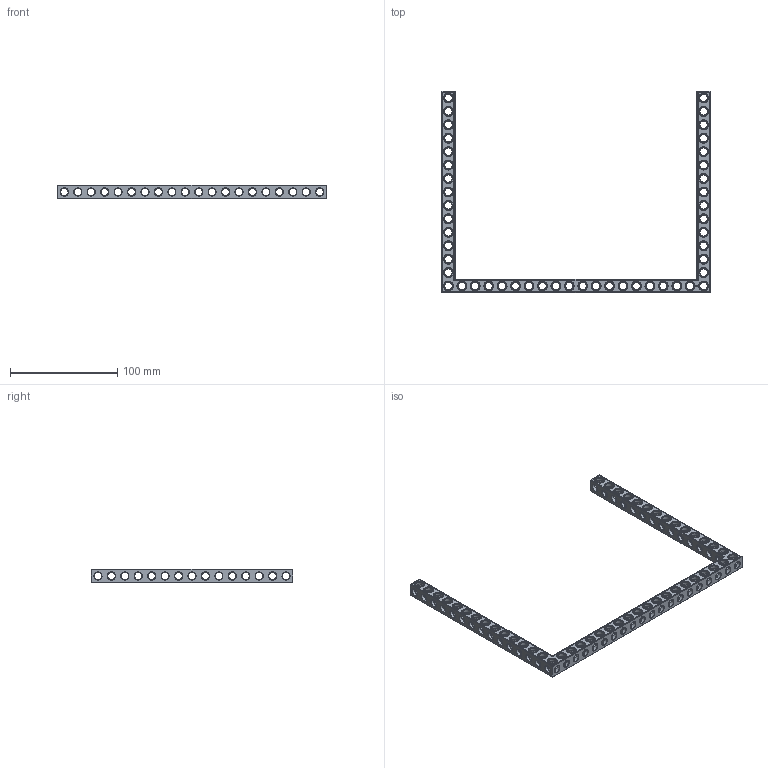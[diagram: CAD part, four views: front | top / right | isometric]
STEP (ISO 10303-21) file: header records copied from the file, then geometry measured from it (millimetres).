
FILE_DESCRIPTION(('FreeCAD Model'),'2;1');
FILE_NAME('Open CASCADE Shape Model','2022-03-09T23:16:43',('Author'),( ''),'Open CASCADE STEP processor 7.5','FreeCAD','Unknown');
FILE_SCHEMA(('AUTOMOTIVE_DESIGN { 1 0 10303 214 1 1 1 1 }'));
Products named in the file (1): Beam AGD ESS USH SYM BU20x15x01 - SPN-BEM-0645 (stemfie.org)
Bounding box: 250 x 187.5 x 12.5 mm (x, y, z)
Volume: 46897.7 mm3; surface area: 41825 mm2
Topology: 1 solids, 1 shells, 1069 faces, 3318 edges, 2141 vertices
Faces by surface type: plane 428, cylinder 289, cone 194, extrusion 158
Full cylindrical faces by diameter (mm): 6.98 x32, 7 x209, 9.2 x48
Entity records: 231137 total; most frequent: CARTESIAN_POINT 169423, DIRECTION 10070, ORIENTED_EDGE 6636, PCURVE 6636, DEFINITIONAL_REPRESENTATION 6636, VECTOR 5926, LINE 5768, EDGE_CURVE 3318
